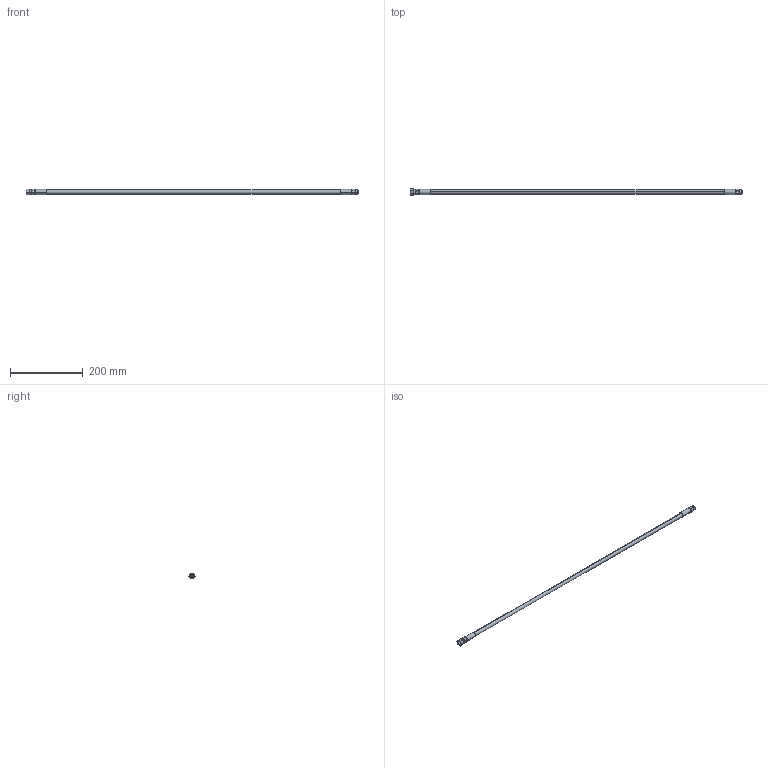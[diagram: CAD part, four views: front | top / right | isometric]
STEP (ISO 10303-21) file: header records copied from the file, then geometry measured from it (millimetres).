
FILE_DESCRIPTION((''),'2;1');
FILE_NAME('ILC35113303','2005-08-24T',('KR'),(''),'PRO/ENGINEER BY PARAMETRIC TECHNOLOGY CORPORATION, 2004290','PRO/ENGINEER BY PARAMETRIC TECHNOLOGY CORPORATION, 2004290','');
FILE_SCHEMA(('AUTOMOTIVE_DESIGN_CC2 { 1 2 10303 214 -1 1 5 2 }'));
Length unit declared in the file: inch
Products named in the file (1): ILC35113303
Bounding box: 914.4 x 18.33 x 15.88 mm (x, y, z)
Volume: 78771.6 mm3; surface area: 48442.9 mm2
Topology: 2 solids, 3 shells, 73 faces, 166 edges, 106 vertices
Faces by surface type: plane 31, cylinder 26, cone 12, torus 4
Entity records: 2820 total; most frequent: CARTESIAN_POINT 418, DIRECTION 376, ORIENTED_EDGE 328, PRESENTATION_STYLE_ASSIGNMENT 175, STYLED_ITEM 169, CURVE_STYLE 166, EDGE_CURVE 166, AXIS2_PLACEMENT_3D 140
